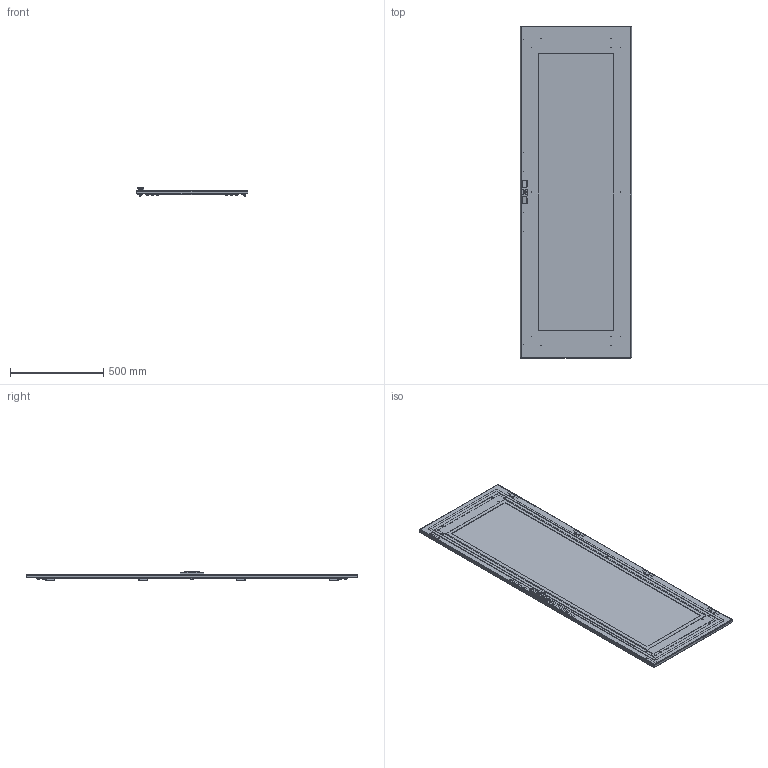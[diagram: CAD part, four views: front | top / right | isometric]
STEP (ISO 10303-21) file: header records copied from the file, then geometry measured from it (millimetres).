
FILE_DESCRIPTION (( 'STEP AP203' ), '1' );
FILE_NAME ('UR24400180604 Äâåðü îáçîðíàÿ RS52 180.60 ÑÏ (000.801.510-01).STEP', '2022-04-08T11:08:13', ( '' ), ( '' ), 'SwSTEP 2.0', 'SolidWorks 2017', '' );
FILE_SCHEMA (( 'CONFIG_CONTROL_DESIGN' ));
Length unit declared in the file: millimetre
Products named in the file (33): 000.800.093 Ïëàíêà çàïîðíàÿ_03 (180.00); 000.210.559 Îñíîâàíèå äâåðè RS52 180.00_01 (180.60); Ñêîò÷ äëÿ ñòåêëà äâåðè RS52_05 (180.60); 000.800.094 Ïëàíêà çàïîðíàÿ_03 (180.00); 037-50 Ïåòëÿ LC3; Ãàéêà øåñòèãðàííàÿ âûñîêàÿ ñàìîñòîïîðÿùàÿñÿ ñ ôëàíöåì ÃÎÑÒ ISO 7043_Œ6; 048-06 Ïðóæèíà ïåòëè çàæèìíàÿ; 000.203.278 ﾄ粢 RS52 180.00_01 (180.60); Âèíò ISO 10642 TX_Œ5å16; 028-98 Ñêîáà; 054-200 Ñòîéêà äâåðè RS52_03 (180.00); 016-90 Øòûðü ïåòëè LC3; Øàéáà 6402 Ò_Œ6; 000.800.061 Ïåòëÿ LC3_‡ ªàëâ®; 040-196 Ïëàíêà çàïîðíàÿ_03 (180.00); Âèíò DIN 7500 C TORX_Œ5å16; 000.231.045 Ðàìà óñèëèâàþùàÿ RS52_14 (180.60); 017-45 栺樏鋋_05 (180.60); 012-2038 Ïàíåëü äâåðè RS52 180.00_01 (180.60); Ãàéêà Ýðèêñîíà Ì5 ñ ïëîñêîé ãîëîâêîé; 050-42 Âòóëêà ñêðûòîé ïåòëè; 040-194 Ïëàíêà çàïîðíàÿ_00 (120.00, 180.00 - 220.00); 054-201 Ïîïåðå÷èíà äâåðè RS52_01 (00.60); 028-126 Ñêîáà LC3; Óïëîòíèòåëü ÏÏÓ äëÿ äâåðêè LC3_10 (180å60); UR24400180604 Äâåðü îáçîðíàÿ RS52 180.60 ÑÏ (000.801.510-01); MS896 Çàìîê-íàêëàäêà îñíîâíàÿ äëÿ LC_Žâªàëâ®; Øïèëüêà ðåçüáîâàÿ Ì6_Œ6å12; Âèíò ISO 10642 TX_Œ5å10; 040-195 Ïëàíêà çàïîðíàÿ_03 (180.00); Øïèëüêà çàçåìëåíèÿ CKF CS_Œ6å16; 029-373 Ñîåäèíèòåëü óãëîâîé ðàìêè äâåðè RS52; Øïèëüêà ðåçüáîâàÿ Ì6_Œ5å12
Assembly tree (108 placements, depth 4):
  UR24400180604 Äâåðü îáçîðíàÿ RS52 180.60 ÑÏ (000.801.510-01)
    000.203.278 ﾄ粢 RS52 180.00_01 (180.60)
      000.210.559 Îñíîâàíèå äâåðè RS52 180.00_01 (180.60)
        012-2038 Ïàíåëü äâåðè RS52 180.00_01 (180.60)
        Øïèëüêà çàçåìëåíèÿ CKF CS_Œ6å16  x2
        Øïèëüêà ðåçüáîâàÿ Ì6_Œ5å12  x10
        Øïèëüêà ðåçüáîâàÿ Ì6_Œ6å12  x6
        050-42 Âòóëêà ñêðûòîé ïåòëè  x4
      000.231.045 Ðàìà óñèëèâàþùàÿ RS52_14 (180.60)
        054-200 Ñòîéêà äâåðè RS52_03 (180.00)  x2
        054-201 Ïîïåðå÷èíà äâåðè RS52_01 (00.60)  x2
        029-373 Ñîåäèíèòåëü óãëîâîé ðàìêè äâåðè RS52  x4
        Âèíò DIN 7500 C TORX_Œ5å16  x8
      Ãàéêà Ýðèêñîíà Ì5 ñ ïëîñêîé ãîëîâêîé  x10
      Óïëîòíèòåëü ÏÏÓ äëÿ äâåðêè LC3_10 (180å60)
      MS896 Çàìîê-íàêëàäêà îñíîâíàÿ äëÿ LC_Žâªàëâ®
      Âèíò ISO 10642 TX_Œ5å10  x2
      040-194 Ïëàíêà çàïîðíàÿ_00 (120.00, 180.00 - 220.00)
      000.800.093 Ïëàíêà çàïîðíàÿ_03 (180.00)
        040-195 Ïëàíêà çàïîðíàÿ_03 (180.00)
        028-98 Ñêîáà  x2
      000.800.094 Ïëàíêà çàïîðíàÿ_03 (180.00)
        040-196 Ïëàíêà çàïîðíàÿ_03 (180.00)
        028-98 Ñêîáà  x2
      Øàéáà 6402 Ò_Œ6  x6
      Ãàéêà øåñòèãðàííàÿ âûñîêàÿ ñàìîñòîïîðÿùàÿñÿ ñ ôëàíöåì ÃÎÑÒ ISO 7043_Œ6  x6
      Ñêîò÷ äëÿ ñòåêëà äâåðè RS52_05 (180.60)
      017-45 栺樏鋋_05 (180.60)
    000.800.061 Ïåòëÿ LC3_‡ ªàëâ®  x4
      037-50 Ïåòëÿ LC3
      016-90 Øòûðü ïåòëè LC3
      048-06 Ïðóæèíà ïåòëè çàæèìíàÿ
    028-126 Ñêîáà LC3  x4
    Âèíò ISO 10642 TX_Œ5å16  x16
Bounding box: 596.8 x 1784 x 47.95 mm (x, y, z)
Volume: 4863821 mm3; surface area: 3632896.7 mm2
Topology: 119 solids, 123 shells, 3748 faces, 9949 edges, 6463 vertices
Faces by surface type: cylinder 1651, plane 1399, cone 468, bspline 112, torus 102, sphere 16
Entity records: 44917 total; most frequent: CARTESIAN_POINT 9914, DIRECTION 6345, ORIENTED_EDGE 5926, EDGE_CURVE 2966, AXIS2_PLACEMENT_3D 2376, VERTEX_POINT 1928, LINE 1593, VECTOR 1593
